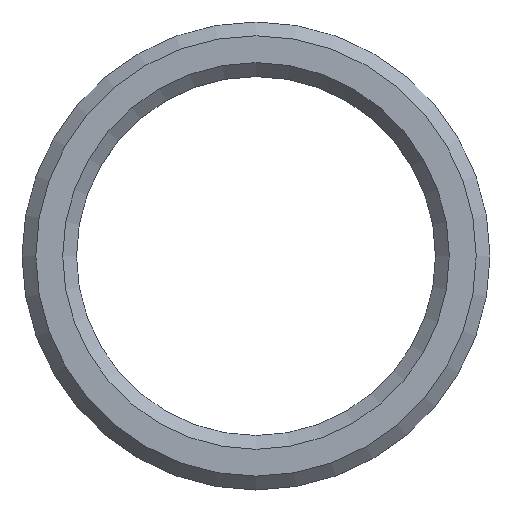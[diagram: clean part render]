
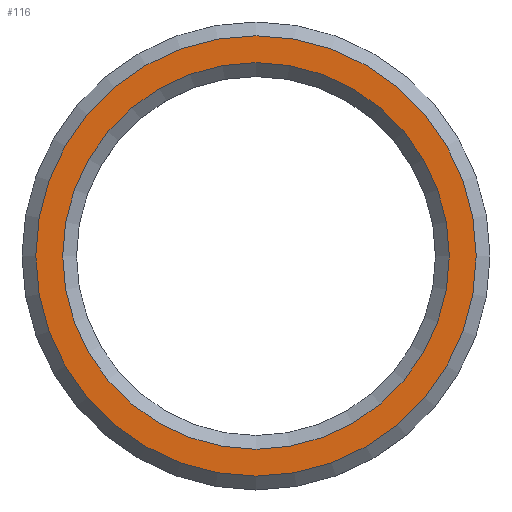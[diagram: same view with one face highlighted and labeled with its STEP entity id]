
A CAD part, top view. The second image highlights one B-rep face of the part: STEP entity #116.
In plain terms, the highlighted planar face has unit normal (0, 0, 1).
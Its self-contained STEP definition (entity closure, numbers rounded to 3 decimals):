
#18=FACE_BOUND('',#34,.T.);
#21=PLANE('',#140);
#25=FACE_OUTER_BOUND('',#33,.T.);
#33=EDGE_LOOP('',(#89));
#34=EDGE_LOOP('',(#90));
#53=CIRCLE('',#138,15.945);
#55=CIRCLE('',#141,14.);
#62=VERTEX_POINT('',#197);
#64=VERTEX_POINT('',#203);
#71=EDGE_CURVE('',#62,#62,#53,.T.);
#74=EDGE_CURVE('',#64,#64,#55,.T.);
#89=ORIENTED_EDGE('',*,*,#71,.F.);
#90=ORIENTED_EDGE('',*,*,#74,.F.);
#116=ADVANCED_FACE('',(#25,#18),#21,.T.);
#138=AXIS2_PLACEMENT_3D('',#198,#158,#159);
#140=AXIS2_PLACEMENT_3D('',#202,#163,#164);
#141=AXIS2_PLACEMENT_3D('',#204,#165,#166);
#158=DIRECTION('center_axis',(0.,0.,
-1.));
#159=DIRECTION('ref_axis',(1.,0.,0.));
#163=DIRECTION('center_axis',(0.,0.,
1.));
#164=DIRECTION('ref_axis',(1.,0.,0.));
#165=DIRECTION('center_axis',(0.,0.,
1.));
#166=DIRECTION('ref_axis',(-1.,0.,0.));
#197=CARTESIAN_POINT('',(39.71,31.132,57.529));
#198=CARTESIAN_POINT('Origin',(55.654,31.132,57.529));
#202=CARTESIAN_POINT('Origin',(55.654,31.132,57.529));
#203=CARTESIAN_POINT('',(69.654,31.132,57.529));
#204=CARTESIAN_POINT('Origin',(55.654,31.132,57.529));
